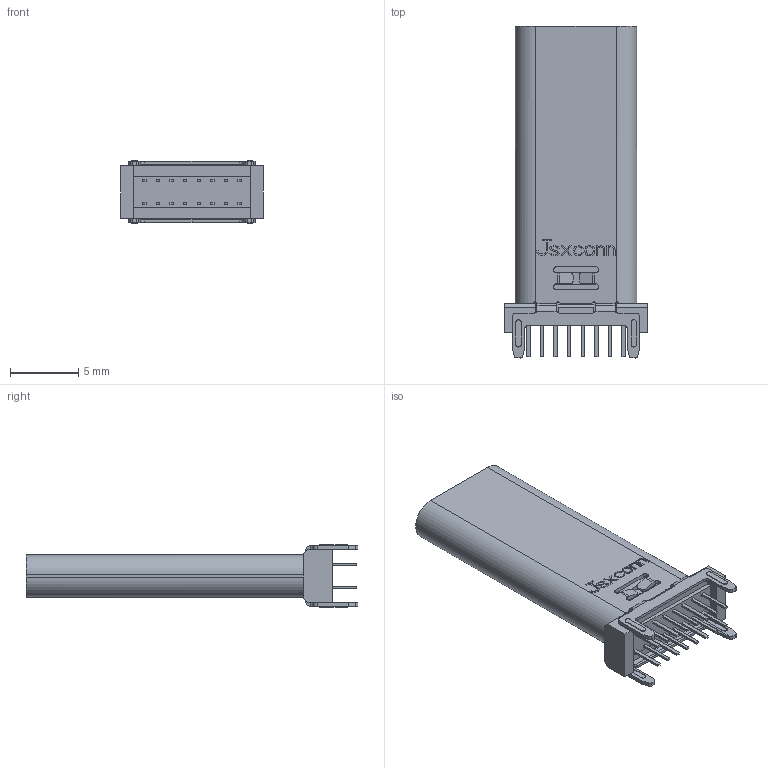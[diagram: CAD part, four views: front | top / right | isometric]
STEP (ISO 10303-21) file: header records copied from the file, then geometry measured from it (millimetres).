
FILE_DESCRIPTION((''),'2;1');
FILE_NAME('PRT0001','2024-08-28T15:47:53',('Administrator'),(''),'CREO PARAMETRIC BY PTC INC, 2020154','CREO PARAMETRIC BY PTC INC, 2020154','');
FILE_SCHEMA(('AUTOMOTIVE_DESIGN { 1 0 10303 214 1 1 1 1 }'));
Length unit declared in the file: millimetre
Products named in the file (1): PRT0001
Bounding box: 10.5 x 24.4 x 4.6 mm (x, y, z)
Volume: 515.5 mm3; surface area: 1488.3 mm2
Topology: 1 solids, 1 shells, 934 faces, 2600 edges, 1712 vertices
Faces by surface type: plane 724, cylinder 186, cone 16, torus 4, bspline 4
Entity records: 36507 total; most frequent: CARTESIAN_POINT 5717, ORIENTED_EDGE 5200, DIRECTION 4744, EDGE_CURVE 2600, VECTOR 2148, LINE 2148, VERTEX_POINT 1712, AXIS2_PLACEMENT_3D 1298
